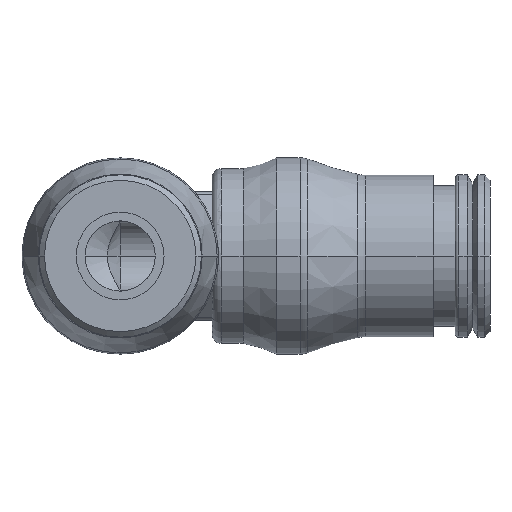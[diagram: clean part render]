
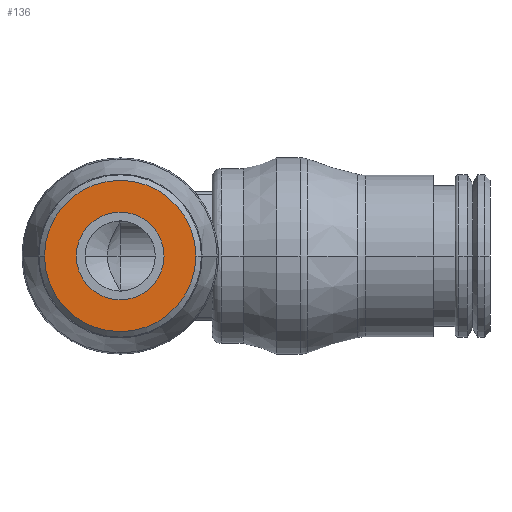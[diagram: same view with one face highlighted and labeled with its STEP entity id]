
A CAD part, front view. The second image highlights one B-rep face of the part: STEP entity #136.
In plain terms, the highlighted planar face has unit normal (0, -1, 0).
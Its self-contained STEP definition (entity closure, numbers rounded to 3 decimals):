
#136=ADVANCED_FACE('',(#355,#356),#357,.T.);
#355=FACE_BOUND('',#611,.T.);
#356=FACE_OUTER_BOUND('',#612,.T.);
#357=PLANE('',#613);
#611=EDGE_LOOP('',(#1397,#1398));
#612=EDGE_LOOP('',(#1399,#1400));
#613=AXIS2_PLACEMENT_3D('',#1401,#1402,#1403);
#1397=ORIENTED_EDGE('',*,*,#1839,.T.);
#1398=ORIENTED_EDGE('',*,*,#1852,.T.);
#1399=ORIENTED_EDGE('',*,*,#1746,.T.);
#1400=ORIENTED_EDGE('',*,*,#1944,.T.);
#1401=CARTESIAN_POINT('',(-18.025,-20.08,0.0));
#1402=DIRECTION('',(0.,-1.0,0.0));
#1403=DIRECTION('',(1.0,0.,0.0));
#1746=EDGE_CURVE('',#2109,#2113,#2115,.T.);
#1839=EDGE_CURVE('',#2285,#2282,#2286,.T.);
#1852=EDGE_CURVE('',#2282,#2285,#2304,.T.);
#1944=EDGE_CURVE('',#2113,#2109,#2439,.T.);
#2109=VERTEX_POINT('',#2641);
#2113=VERTEX_POINT('',#2646);
#2115=CIRCLE('',#2649,4.109);
#2282=VERTEX_POINT('',#2980);
#2285=VERTEX_POINT('',#2984);
#2286=CIRCLE('',#2985,2.382);
#2304=CIRCLE('',#3028,2.382);
#2439=CIRCLE('',#3364,4.109);
#2641=CARTESIAN_POINT('',(-15.971,-20.08,0.0));
#2646=CARTESIAN_POINT('',(-24.189,-20.08,0.));
#2649=AXIS2_PLACEMENT_3D('',#3590,#3591,#3592);
#2980=CARTESIAN_POINT('',(-17.699,-20.08,0.));
#2984=CARTESIAN_POINT('',(-22.462,-20.08,0.));
#2985=AXIS2_PLACEMENT_3D('',#3761,#3762,#3763);
#3028=AXIS2_PLACEMENT_3D('',#3789,#3790,#3791);
#3364=AXIS2_PLACEMENT_3D('',#3936,#3937,#3938);
#3590=CARTESIAN_POINT('',(-20.08,-20.08,0.0));
#3591=DIRECTION('',(0.,-1.0,0.0));
#3592=DIRECTION('',(1.0,0.,0.0));
#3761=CARTESIAN_POINT('',(-20.08,-20.08,0.0));
#3762=DIRECTION('',(0.,1.0,0.0));
#3763=DIRECTION('',(1.0,0.,0.0));
#3789=CARTESIAN_POINT('',(-20.08,-20.08,0.0));
#3790=DIRECTION('',(0.,1.0,0.0));
#3791=DIRECTION('',(1.0,0.,0.0));
#3936=CARTESIAN_POINT('',(-20.08,-20.08,0.0));
#3937=DIRECTION('',(0.,-1.0,0.0));
#3938=DIRECTION('',(1.0,0.,0.0));
